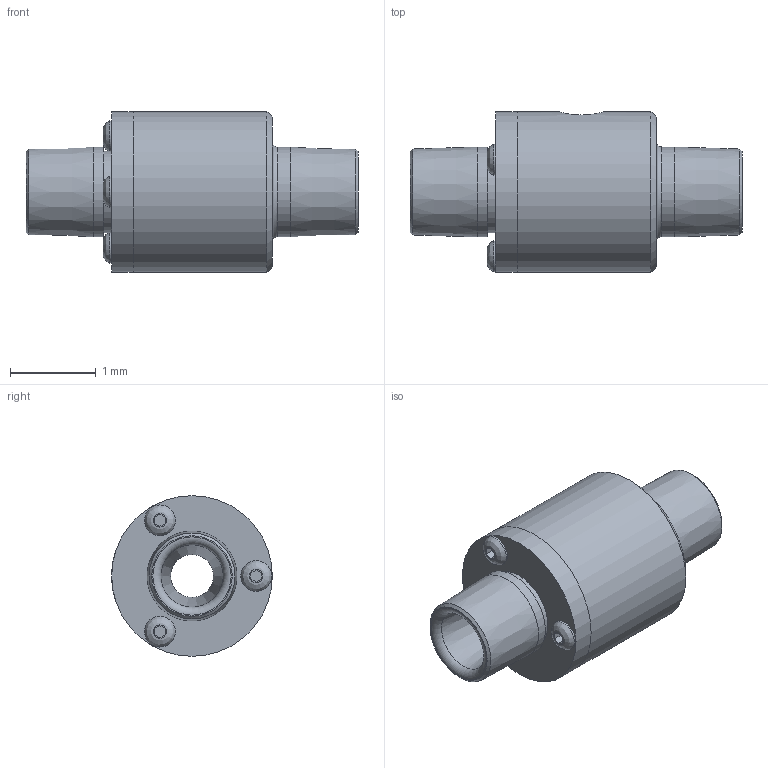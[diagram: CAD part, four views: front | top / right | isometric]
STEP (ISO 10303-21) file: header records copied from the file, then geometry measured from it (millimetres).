
FILE_DESCRIPTION((''),'2;1');
FILE_NAME('151075-3D.stp','2010-05-27T11:13:06',('michael witt'),(''),'Autodesk Inventor 2010','Autodesk Inventor 2010','');
FILE_SCHEMA(('AUTOMOTIVE_DESIGN { 1 0 10303 214 1 1 1 1 }'));
Length unit declared in the file: millimetre
Products named in the file (6): Assembly14; Part86; Part88; Part90; Part92; Part94
Assembly tree (5 placements, depth 2):
  Assembly14
    Part86
    Part88
    Part90
    Part92
    Part94
Bounding box: 3.88 x 1.88 x 1.88 mm (x, y, z)
Volume: 5.8 mm3; surface area: 38.8 mm2
Topology: 5 solids, 5 shells, 84 faces, 171 edges, 107 vertices
Faces by surface type: plane 40, cylinder 22, cone 16, bspline 4, torus 2
Full cylindrical faces by diameter (mm): 0.186 x3, 0.19 x3, 0.218 x3, 0.361 x3, 0.438 x1, 0.5 x2, 0.95 x1, 1.05 x2, 1.15 x2, 1.875 x2
Entity records: 2340 total; most frequent: CARTESIAN_POINT 567, DIRECTION 360, ORIENTED_EDGE 244, AXIS2_PLACEMENT_3D 153, EDGE_LOOP 150, EDGE_CURVE 122, VERTEX_POINT 102, FACE_OUTER_BOUND 84
